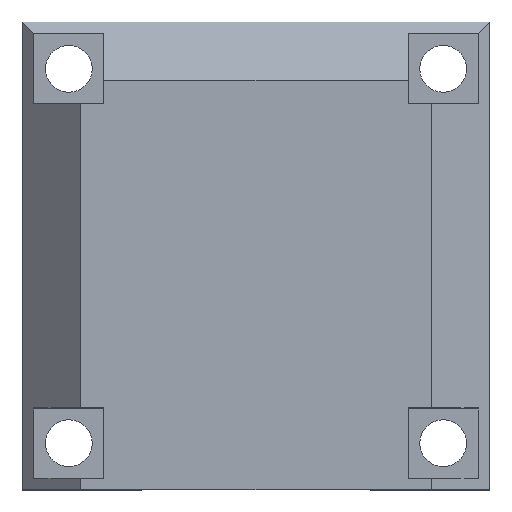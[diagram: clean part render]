
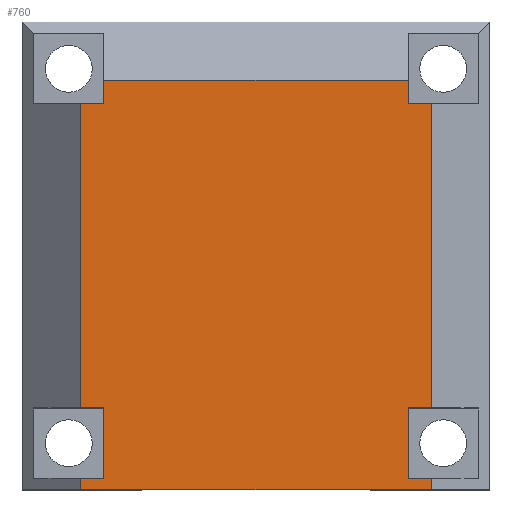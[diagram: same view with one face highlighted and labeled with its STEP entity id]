
A CAD part, top view. The second image highlights one B-rep face of the part: STEP entity #760.
In plain terms, the highlighted planar face has unit normal (0, 0, 1).
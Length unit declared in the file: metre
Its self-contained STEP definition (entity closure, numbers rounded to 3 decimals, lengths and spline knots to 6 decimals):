
#175=ORIENTED_EDGE('',*,*,#262,.T.);
#176=ORIENTED_EDGE('',*,*,#327,.T.);
#177=ORIENTED_EDGE('',*,*,#323,.T.);
#178=ORIENTED_EDGE('',*,*,#326,.T.);
#179=ORIENTED_EDGE('',*,*,#321,.F.);
#180=ORIENTED_EDGE('',*,*,#328,.T.);
#181=ORIENTED_EDGE('',*,*,#307,.T.);
#182=ORIENTED_EDGE('',*,*,#301,.F.);
#183=ORIENTED_EDGE('',*,*,#329,.T.);
#184=ORIENTED_EDGE('',*,*,#293,.T.);
#185=ORIENTED_EDGE('',*,*,#287,.F.);
#186=ORIENTED_EDGE('',*,*,#330,.T.);
#187=ORIENTED_EDGE('',*,*,#278,.T.);
#188=ORIENTED_EDGE('',*,*,#272,.F.);
#189=ORIENTED_EDGE('',*,*,#283,.F.);
#190=ORIENTED_EDGE('',*,*,#331,.T.);
#262=EDGE_CURVE('',#361,#360,#425,.T.);
#272=EDGE_CURVE('',#366,#368,#435,.T.);
#278=EDGE_CURVE('',#372,#368,#441,.T.);
#283=EDGE_CURVE('',#375,#366,#446,.T.);
#287=EDGE_CURVE('',#378,#379,#450,.T.);
#293=EDGE_CURVE('',#383,#379,#456,.T.);
#301=EDGE_CURVE('',#388,#389,#464,.T.);
#307=EDGE_CURVE('',#393,#389,#470,.T.);
#321=EDGE_CURVE('',#402,#403,#484,.T.);
#323=EDGE_CURVE('',#404,#405,#486,.T.);
#326=EDGE_CURVE('',#405,#403,#489,.T.);
#327=EDGE_CURVE('',#360,#404,#490,.T.);
#328=EDGE_CURVE('',#402,#393,#491,.T.);
#329=EDGE_CURVE('',#388,#383,#492,.T.);
#330=EDGE_CURVE('',#378,#372,#493,.T.);
#331=EDGE_CURVE('',#375,#361,#494,.T.);
#360=VERTEX_POINT('',#1087);
#361=VERTEX_POINT('',#1089);
#366=VERTEX_POINT('',#1105);
#368=VERTEX_POINT('',#1108);
#372=VERTEX_POINT('',#1120);
#375=VERTEX_POINT('',#1128);
#378=VERTEX_POINT('',#1137);
#379=VERTEX_POINT('',#1139);
#383=VERTEX_POINT('',#1151);
#388=VERTEX_POINT('',#1166);
#389=VERTEX_POINT('',#1168);
#393=VERTEX_POINT('',#1180);
#402=VERTEX_POINT('',#1207);
#403=VERTEX_POINT('',#1209);
#404=VERTEX_POINT('',#1213);
#405=VERTEX_POINT('',#1214);
#425=LINE('',#1088,#518);
#435=LINE('',#1107,#528);
#441=LINE('',#1119,#534);
#446=LINE('',#1129,#539);
#450=LINE('',#1138,#543);
#456=LINE('',#1150,#549);
#464=LINE('',#1167,#557);
#470=LINE('',#1179,#563);
#484=LINE('',#1208,#577);
#486=LINE('',#1212,#579);
#489=LINE('',#1218,#582);
#490=LINE('',#1220,#583);
#491=LINE('',#1221,#584);
#492=LINE('',#1222,#585);
#493=LINE('',#1223,#586);
#494=LINE('',#1224,#587);
#518=VECTOR('',#892,1.);
#528=VECTOR('',#906,1.);
#534=VECTOR('',#916,1.);
#539=VECTOR('',#923,1.);
#543=VECTOR('',#931,1.);
#549=VECTOR('',#941,1.);
#557=VECTOR('',#955,1.);
#563=VECTOR('',#965,1.);
#577=VECTOR('',#989,1.);
#579=VECTOR('',#993,1.);
#582=VECTOR('',#998,1.);
#583=VECTOR('',#1001,1.);
#584=VECTOR('',#1002,1.);
#585=VECTOR('',#1003,1.);
#586=VECTOR('',#1004,1.);
#587=VECTOR('',#1005,1.);
#636=EDGE_LOOP('',(#175,#176,#177,#178,#179,#180,#181,#182,#183,#184,#185,
#186,#187,#188,#189,#190));
#687=FACE_BOUND('',#636,.T.);
#721=PLANE('',#822);
#760=ADVANCED_FACE('',(#687),#721,.T.);
#822=AXIS2_PLACEMENT_3D('',#1219,#999,#1000);
#892=DIRECTION('',(1.,0.,0.));
#906=DIRECTION('',(0.,1.,0.));
#916=DIRECTION('',(1.,0.,0.));
#923=DIRECTION('',(1.,0.,0.));
#931=DIRECTION('',(1.,0.,0.));
#941=DIRECTION('',(0.,-1.,0.));
#955=DIRECTION('',(0.,-1.,0.));
#965=DIRECTION('',(-1.,0.,0.));
#989=DIRECTION('',(-1.,0.,0.));
#993=DIRECTION('',(-1.,0.,0.));
#998=DIRECTION('',(0.,1.,0.));
#999=DIRECTION('',(0.,0.,1.));
#1000=DIRECTION('',(1.,0.,0.));
#1001=DIRECTION('',(0.,1.,0.));
#1002=DIRECTION('',(0.,1.,0.));
#1003=DIRECTION('',(-1.,0.,0.));
#1004=DIRECTION('',(0.,-1.,0.));
#1005=DIRECTION('',(0.,-1.,0.));
#1087=CARTESIAN_POINT('',(-0.0495,0.2855,0.034));
#1088=CARTESIAN_POINT('',(-0.050594,0.2855,0.034));
#1089=CARTESIAN_POINT('',(-0.0795,0.2855,0.034));
#1105=CARTESIAN_POINT('',(-0.0775,0.2865,0.034));
#1107=CARTESIAN_POINT('',(-0.0775,0.2895,0.034));
#1108=CARTESIAN_POINT('',(-0.0775,0.2925,0.034));
#1119=CARTESIAN_POINT('',(-0.0805,0.2925,0.034));
#1120=CARTESIAN_POINT('',(-0.0795,0.2925,0.034));
#1128=CARTESIAN_POINT('',(-0.0795,0.2865,0.034));
#1129=CARTESIAN_POINT('',(-0.0805,0.2865,0.034));
#1137=CARTESIAN_POINT('',(-0.0795,0.3185,0.034));
#1138=CARTESIAN_POINT('',(-0.0805,0.3185,0.034));
#1139=CARTESIAN_POINT('',(-0.0775,0.3185,0.034));
#1150=CARTESIAN_POINT('',(-0.0775,0.3215,0.034));
#1151=CARTESIAN_POINT('',(-0.0775,0.3205,0.034));
#1166=CARTESIAN_POINT('',(-0.0515,0.3205,0.034));
#1167=CARTESIAN_POINT('',(-0.0515,0.3215,0.034));
#1168=CARTESIAN_POINT('',(-0.0515,0.3185,0.034));
#1179=CARTESIAN_POINT('',(-0.0485,0.3185,0.034));
#1180=CARTESIAN_POINT('',(-0.0495,0.3185,0.034));
#1207=CARTESIAN_POINT('',(-0.0495,0.2925,0.034));
#1208=CARTESIAN_POINT('',(-0.0485,0.2925,0.034));
#1209=CARTESIAN_POINT('',(-0.0515,0.2925,0.034));
#1212=CARTESIAN_POINT('',(-0.0485,0.2865,0.034));
#1213=CARTESIAN_POINT('',(-0.0495,0.2865,0.034));
#1214=CARTESIAN_POINT('',(-0.0515,0.2865,0.034));
#1218=CARTESIAN_POINT('',(-0.0515,0.2895,0.034));
#1219=CARTESIAN_POINT('',(-0.045,0.325,0.034));
#1220=CARTESIAN_POINT('',(-0.0495,0.325,0.034));
#1221=CARTESIAN_POINT('',(-0.0495,0.325,0.034));
#1222=CARTESIAN_POINT('',(-0.045,0.3205,0.034));
#1223=CARTESIAN_POINT('',(-0.0795,0.2855,0.034));
#1224=CARTESIAN_POINT('',(-0.0795,0.2855,0.034));
